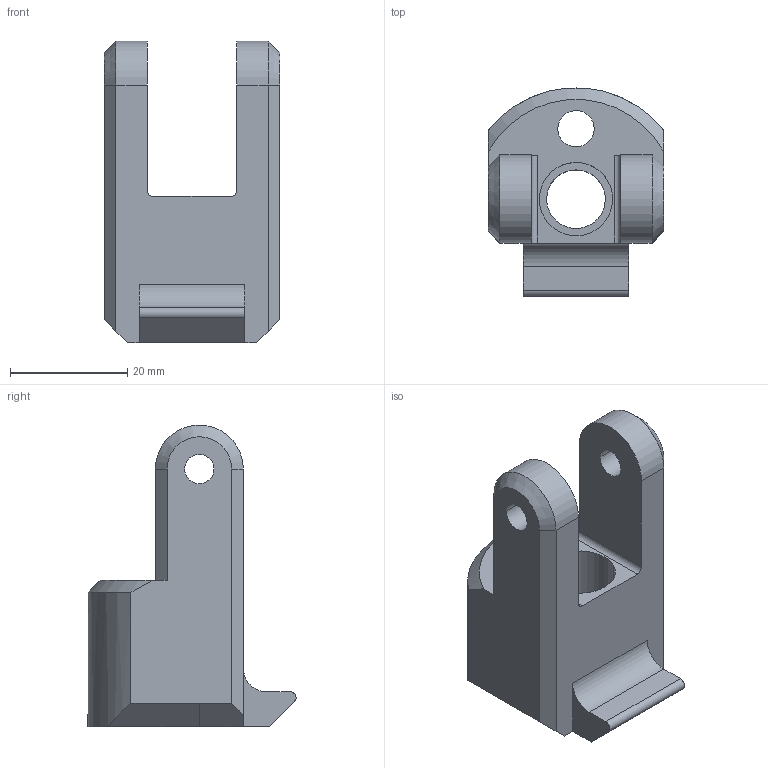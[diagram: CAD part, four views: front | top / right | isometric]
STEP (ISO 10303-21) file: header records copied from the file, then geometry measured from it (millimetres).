
FILE_DESCRIPTION(('CATIA V5 STEP Exchange'),'2;1');
FILE_NAME('Charniere CH alu Femelle - 07 - Largeur butee AR.stp','2018-07-15T20:39:49+00:00',('none'),('none'),'CATIA Version 5 Release 21 GA (IN-10)','CATIA V5 STEP AP203','none');
FILE_SCHEMA(('CONFIG_CONTROL_DESIGN'));
Length unit declared in the file: millimetre
Products named in the file (1): Charniere CH alu Femelle - 07 - Largeur butee AR
Bounding box: 30 x 35.5 x 51.5 mm (x, y, z)
Volume: 19253 mm3; surface area: 7714.3 mm2
Topology: 1 solids, 1 shells, 47 faces, 124 edges, 81 vertices
Faces by surface type: plane 23, cylinder 19, cone 5
Entity records: 1439 total; most frequent: CARTESIAN_POINT 264, ORIENTED_EDGE 248, DIRECTION 194, EDGE_CURVE 124, AXIS2_PLACEMENT_3D 82, VERTEX_POINT 81, VECTOR 75, LINE 75
